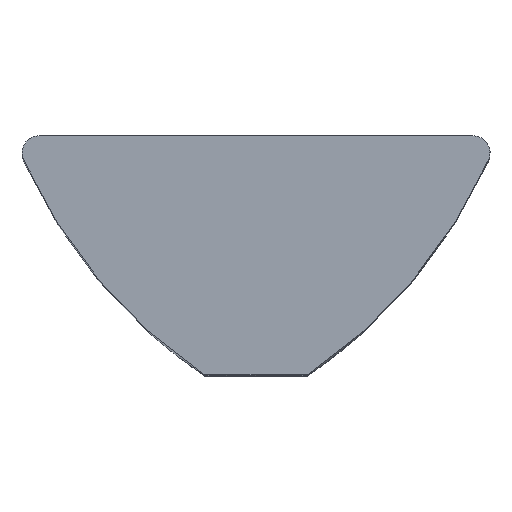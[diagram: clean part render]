
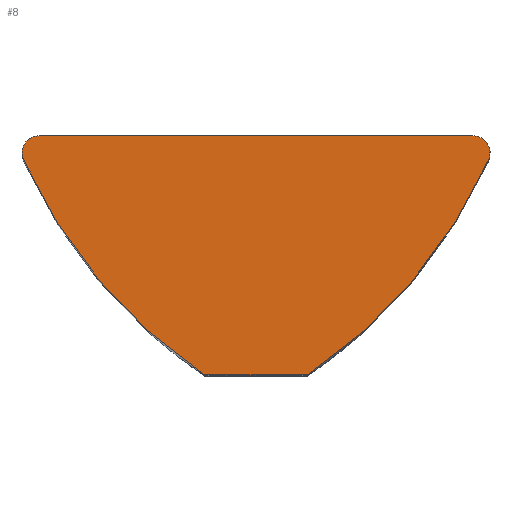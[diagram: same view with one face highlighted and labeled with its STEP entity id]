
A CAD part, top view. The second image highlights one B-rep face of the part: STEP entity #8.
In plain terms, the highlighted planar face has unit normal (0, 0, 1).
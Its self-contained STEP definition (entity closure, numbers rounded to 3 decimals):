
#8 = ADVANCED_FACE ( 'NONE', ( #587 ), #541, .F. ) ;
#26 = AXIS2_PLACEMENT_3D ( 'NONE', #530, #531, #525 ) ;
#29 = DIRECTION ( 'NONE',  ( -1., 0., 0. ) ) ;
#31 = DIRECTION ( 'NONE',  ( 0., 0., -1. ) ) ;
#32 = CARTESIAN_POINT ( 'NONE',  ( 6.876, 5.444, 11. ) ) ;
#59 = DIRECTION ( 'NONE',  ( -1., 0., 0. ) ) ;
#65 = DIRECTION ( 'NONE',  ( 0., 0., -1. ) ) ;
#66 = CARTESIAN_POINT ( 'NONE',  ( -6.35, -0.5, 11. ) ) ;
#72 = CIRCLE ( 'NONE', #289, 15. ) ;
#74 = ORIENTED_EDGE ( 'NONE', *, *, #337, .F. ) ;
#84 = DIRECTION ( 'NONE',  ( -1., 0., 0. ) ) ;
#85 = DIRECTION ( 'NONE',  ( 0., 0., -1. ) ) ;
#87 = CARTESIAN_POINT ( 'NONE',  ( -6.35, -0.5, 11. ) ) ;
#102 = AXIS2_PLACEMENT_3D ( 'NONE', #87, #85, #84 ) ;
#127 = CARTESIAN_POINT ( 'NONE',  ( 6.35, 0., 11. ) ) ;
#129 = DIRECTION ( 'NONE',  ( -1., 0., 0. ) ) ;
#156 = EDGE_CURVE ( 'NONE', #779, #672, #753, .T. ) ;
#174 = AXIS2_PLACEMENT_3D ( 'NONE', #674, #669, #748 ) ;
#190 = CARTESIAN_POINT ( 'NONE',  ( -6.35, 0., 11. ) ) ;
#209 = CARTESIAN_POINT ( 'NONE',  ( -1.5, -7., 11. ) ) ;
#218 = VECTOR ( 'NONE', #129, 1000. ) ;
#220 = CARTESIAN_POINT ( 'NONE',  ( 6.35, -7., 11. ) ) ;
#221 = EDGE_CURVE ( 'NONE', #581, #672, #498, .T. ) ;
#252 = DIRECTION ( 'NONE',  ( -1., 0., 0. ) ) ;
#253 = DIRECTION ( 'NONE',  ( -1., 0., 0. ) ) ;
#254 = DIRECTION ( 'NONE',  ( 0., 0., -1. ) ) ;
#256 = CARTESIAN_POINT ( 'NONE',  ( -6.806, -0.705, 11. ) ) ;
#269 = CARTESIAN_POINT ( 'NONE',  ( 6.35, 0., 11. ) ) ;
#270 = EDGE_LOOP ( 'NONE', ( #813, #375, #486, #74, #281, #619, #328 ) ) ;
#281 = ORIENTED_EDGE ( 'NONE', *, *, #733, .F. ) ;
#283 = EDGE_CURVE ( 'NONE', #793, #581, #399, .T. ) ;
#289 = AXIS2_PLACEMENT_3D ( 'NONE', #32, #31, #29 ) ;
#291 = AXIS2_PLACEMENT_3D ( 'NONE', #66, #65, #59 ) ;
#328 = ORIENTED_EDGE ( 'NONE', *, *, #509, .F. ) ;
#337 = EDGE_CURVE ( 'NONE', #716, #793, #72, .T. ) ;
#341 = CARTESIAN_POINT ( 'NONE',  ( 6.806, -0.705, 11. ) ) ;
#344 = CARTESIAN_POINT ( 'NONE',  ( -6.876, 5.444, 11. ) ) ;
#375 = ORIENTED_EDGE ( 'NONE', *, *, #221, .F. ) ;
#381 = CARTESIAN_POINT ( 'NONE',  ( -6.85, -0.5, 11. ) ) ;
#399 = CIRCLE ( 'NONE', #291, 0.5 ) ;
#484 = VERTEX_POINT ( 'NONE', #608 ) ;
#486 = ORIENTED_EDGE ( 'NONE', *, *, #283, .F. ) ;
#498 = CIRCLE ( 'NONE', #102, 0.5 ) ;
#509 = EDGE_CURVE ( 'NONE', #779, #769, #607, .T. ) ;
#525 = DIRECTION ( 'NONE',  ( -1., 0., 0. ) ) ;
#530 = CARTESIAN_POINT ( 'NONE',  ( 6.35, -0.5, 11. ) ) ;
#531 = DIRECTION ( 'NONE',  ( 0., 0., -1. ) ) ;
#541 = PLANE ( 'NONE',  #26 ) ;
#581 = VERTEX_POINT ( 'NONE', #381 ) ;
#587 = FACE_OUTER_BOUND ( 'NONE', #270, .T. ) ;
#607 = CIRCLE ( 'NONE', #174, 0.5 ) ;
#608 = CARTESIAN_POINT ( 'NONE',  ( 1.5, -7., 11. ) ) ;
#619 = ORIENTED_EDGE ( 'NONE', *, *, #642, .F. ) ;
#642 = EDGE_CURVE ( 'NONE', #769, #484, #647, .T. ) ;
#647 = CIRCLE ( 'NONE', #797, 15. ) ;
#669 = DIRECTION ( 'NONE',  ( 0., 0., -1. ) ) ;
#672 = VERTEX_POINT ( 'NONE', #190 ) ;
#674 = CARTESIAN_POINT ( 'NONE',  ( 6.35, -0.5, 11. ) ) ;
#716 = VERTEX_POINT ( 'NONE', #209 ) ;
#733 = EDGE_CURVE ( 'NONE', #484, #716, #768, .T. ) ;
#748 = DIRECTION ( 'NONE',  ( -1., 0., 0. ) ) ;
#753 = LINE ( 'NONE', #127, #218 ) ;
#763 = VECTOR ( 'NONE', #253, 1000. ) ;
#768 = LINE ( 'NONE', #220, #763 ) ;
#769 = VERTEX_POINT ( 'NONE', #341 ) ;
#779 = VERTEX_POINT ( 'NONE', #269 ) ;
#793 = VERTEX_POINT ( 'NONE', #256 ) ;
#797 = AXIS2_PLACEMENT_3D ( 'NONE', #344, #254, #252 ) ;
#813 = ORIENTED_EDGE ( 'NONE', *, *, #156, .T. ) ;
